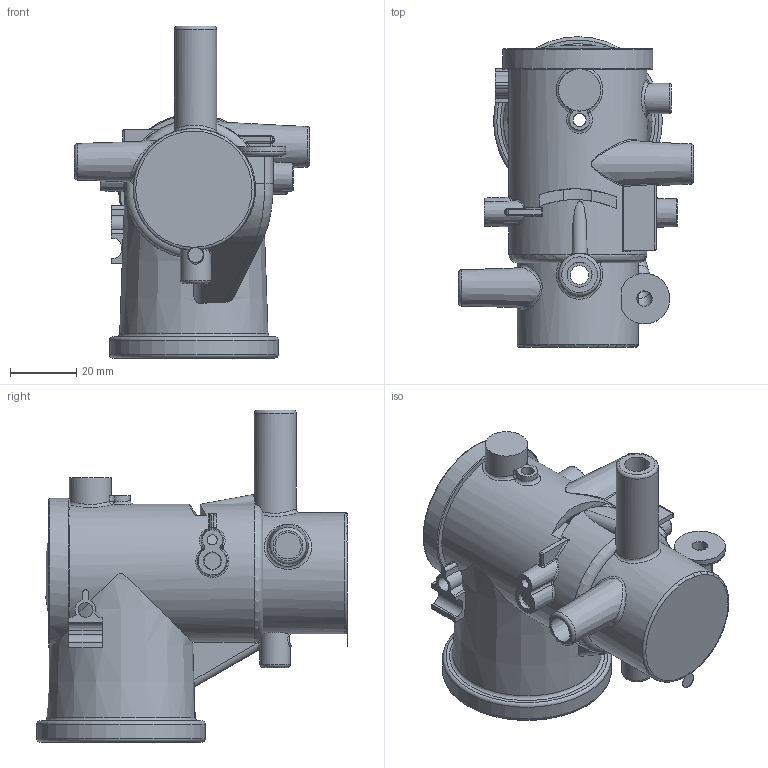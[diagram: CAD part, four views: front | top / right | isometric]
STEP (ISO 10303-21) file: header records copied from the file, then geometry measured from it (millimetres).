
FILE_DESCRIPTION(/* description */ (''),/* implementation_level */ '2;1');
FILE_NAME(/* name */ 'compressor',/* time_stamp */ '1999-06-17T17:13:11-04:00',/* author */ ('PC User'),/* organization */ ('3D/EYE, Inc.'),/* preprocessor_version */ 'ST-DEVELOPER 1.6',/* originating_system */ 'IronCAD2.0',/* authorisation */ '');
FILE_SCHEMA (('CONFIG_CONTROL_DESIGN'));
Products named in the file (1): 1
Bounding box: 70.72 x 93.5 x 99.91 mm (x, y, z)
Volume: 73913.3 mm3; surface area: 41528.8 mm2
Topology: 1 solids, 1 shells, 255 faces, 659 edges, 411 vertices
Faces by surface type: plane 78, cylinder 76, bspline 42, torus 32, cone 15, sphere 12
Full cylindrical faces by diameter (mm): 3.907 x1, 4.064 x1, 4.502 x1, 4.572 x1, 4.638 x3, 5.447 x1, 5.64 x1, 7.493 x1, 9.144 x2, 12.7 x2, 35.504 x1, 38.608 x1, 41.148 x1, 41.6 x1, 43.688 x1, 50.8 x1
Entity records: 15779 total; most frequent: CARTESIAN_POINT 9326, ORIENTED_EDGE 1156, DIRECTION 846, EDGE_CURVE 578, INTERSECTION_CURVE 578, AXIS2_PLACEMENT_3D 409, VERTEX_POINT 385, FACE_BOUND 325
